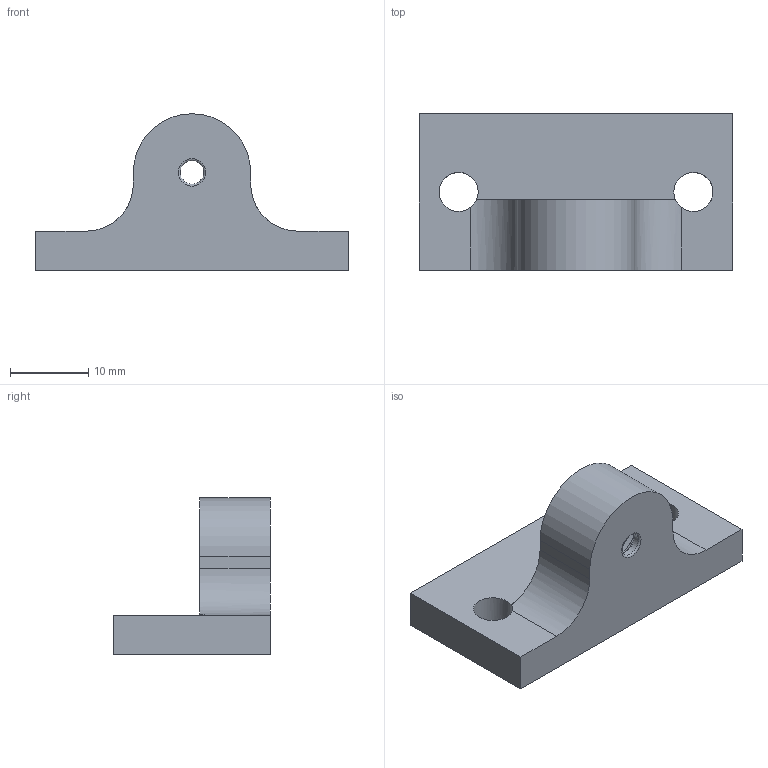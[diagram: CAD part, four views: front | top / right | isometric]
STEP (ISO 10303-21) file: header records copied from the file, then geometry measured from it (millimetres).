
FILE_DESCRIPTION(/* description */ (''),/* implementation_level */ '2;1');
FILE_NAME(/* name */ 'e4e342d6-ecad-4d7d-b328-7ce796ba3912.stp',/* time_stamp */ '2020-06-07T15:15:34+00:00',/* author */ (''),/* organization */ (''),/* preprocessor_version */ 'ST-DEVELOPER v18.1',/* originating_system */ 'Autodesk Translation Framework v9.3.0.1241',/* authorisation */ '');
FILE_SCHEMA (('AUTOMOTIVE_DESIGN { 1 0 10303 214 3 1 1 }'));
Length unit declared in the file: millimetre
Products named in the file (1): Bowden Mount
Bounding box: 40 x 20 x 20 mm (x, y, z)
Volume: 5176.9 mm3; surface area: 3264.4 mm2
Topology: 1 solids, 1 shells, 37 faces, 108 edges, 72 vertices
Faces by surface type: cylinder 24, plane 10, bspline 2, torus 1
Full cylindrical faces by diameter (mm): 3 x1, 5 x2, 9.036 x4, 10.147 x2
Entity records: 2580 total; most frequent: CARTESIAN_POINT 1620, ORIENTED_EDGE 216, DIRECTION 159, EDGE_CURVE 108, VERTEX_POINT 72, AXIS2_PLACEMENT_3D 57, LINE 45, VECTOR 45
